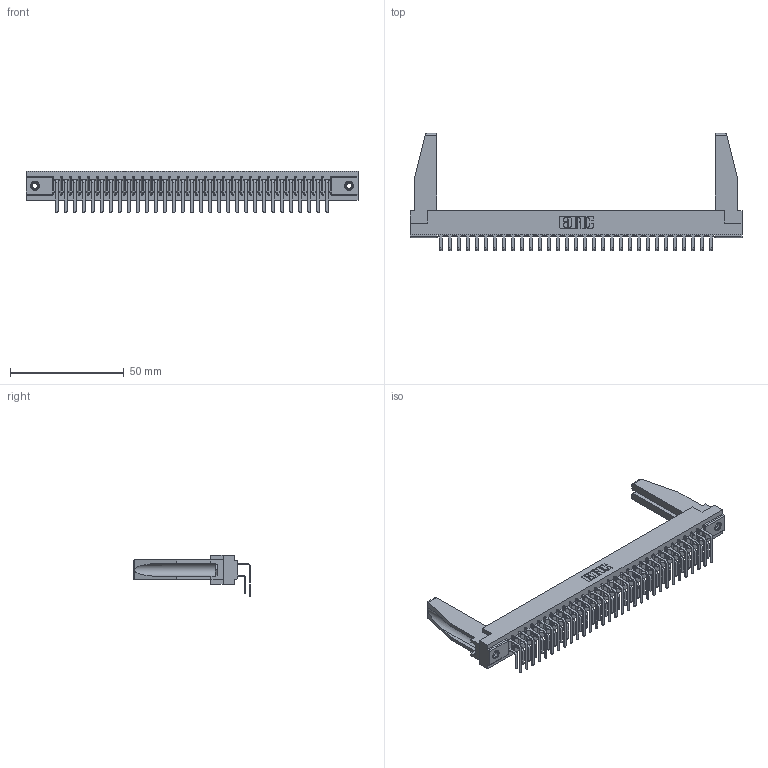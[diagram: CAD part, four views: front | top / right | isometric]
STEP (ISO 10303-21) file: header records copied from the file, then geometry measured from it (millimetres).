
FILE_DESCRIPTION (( 'STEP AP203' ), '1' );
FILE_NAME ('357-031-459-178.STEP', '2020-10-02T03:24:27', ( '' ), ( '' ), 'SwSTEP 2.0', 'SolidWorks 2020', '' );
FILE_SCHEMA (( 'CONFIG_CONTROL_DESIGN' ));
Length unit declared in the file: inch
Products named in the file (6): 307 Part_.156 Dia Mounting Holes; 307-220-078; 357-031-459-178; 345-250-001_345-250-001-102; 307-290-001_558 559 - 1 (Single); 307-290-001_559 - 2 (Single)
Assembly tree (67 placements, depth 2):
  357-031-459-178
    307 Part_.156 Dia Mounting Holes
    307-290-001_558 559 - 1 (Single)  x31
    307-290-001_559 - 2 (Single)  x31
    307-220-078  x2
    345-250-001_345-250-001-102  x2
Bounding box: 145.85 x 51.4 x 18.07 mm (x, y, z)
Volume: 19699.3 mm3; surface area: 24422.9 mm2
Topology: 67 solids, 67 shells, 3380 faces, 9457 edges, 6126 vertices
Faces by surface type: plane 2200, cylinder 1100, sphere 64, cone 12, torus 4
Entity records: 32810 total; most frequent: CARTESIAN_POINT 5383, ORIENTED_EDGE 5292, DIRECTION 5230, EDGE_CURVE 2646, LINE 2028, VECTOR 2028, VERTEX_POINT 1712, AXIS2_PLACEMENT_3D 1601
